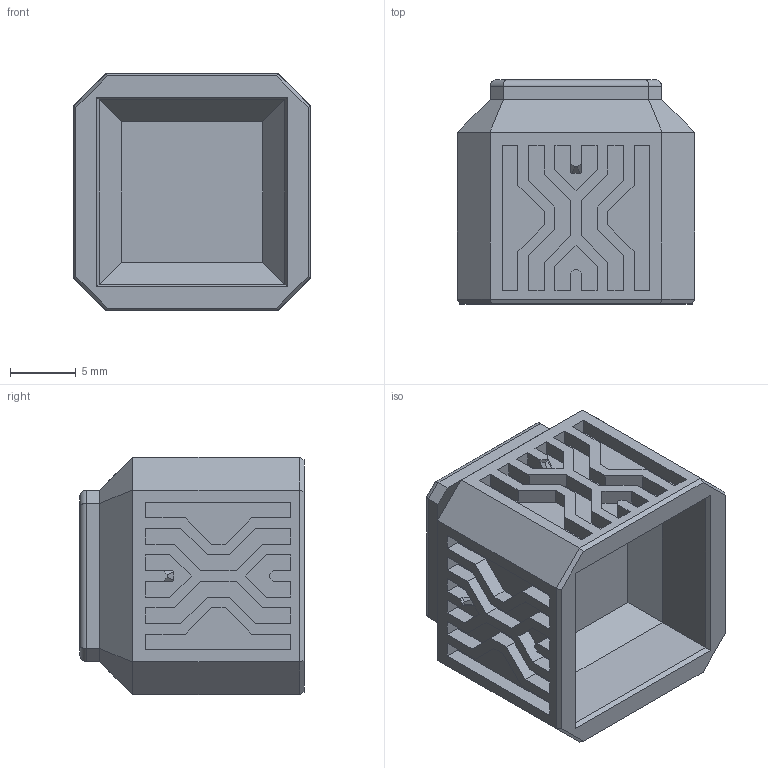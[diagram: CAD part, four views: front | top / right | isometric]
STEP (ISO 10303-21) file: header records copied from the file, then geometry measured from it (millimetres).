
FILE_DESCRIPTION (( 'STEP AP214' ), '1' );
FILE_NAME ('keycap top subnautica 01.STEP', '2024-05-15T05:34:20', ( '' ), ( '' ), 'SwSTEP 2.0', 'SolidWorks 2020', '' );
FILE_SCHEMA (( 'AUTOMOTIVE_DESIGN' ));
Length unit declared in the file: millimetre
Products named in the file (1): keycap top subnautica 01
Bounding box: 18 x 17 x 18 mm (x, y, z)
Volume: 3196.4 mm3; surface area: 2583.3 mm2
Topology: 1 solids, 1 shells, 396 faces, 1036 edges, 668 vertices
Faces by surface type: plane 388, cylinder 8
Entity records: 11850 total; most frequent: CARTESIAN_POINT 2125, ORIENTED_EDGE 2072, DIRECTION 1822, EDGE_CURVE 1036, LINE 1028, VECTOR 1028, VERTEX_POINT 668, EDGE_LOOP 422
